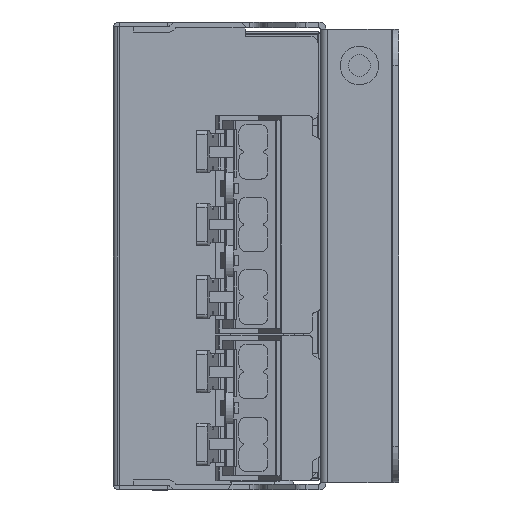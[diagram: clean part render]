
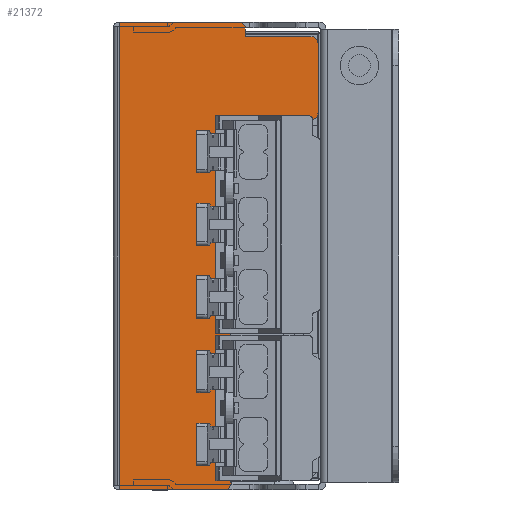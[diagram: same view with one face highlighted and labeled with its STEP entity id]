
A CAD part, left-side view. The second image highlights one B-rep face of the part: STEP entity #21372.
In plain terms, the highlighted planar face has unit normal (-1, 0, 0).
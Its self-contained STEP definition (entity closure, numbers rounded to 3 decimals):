
#21205 = EDGE_CURVE ( 'NONE', #21219, #21221, #44943, .T. ) ;
#21219 = VERTEX_POINT ( 'NONE', #45014 ) ;
#21221 = VERTEX_POINT ( 'NONE', #45032 ) ;
#21277 = EDGE_CURVE ( 'NONE', #21377, #21389, #45108, .T. ) ;
#21278 = VERTEX_POINT ( 'NONE', #45211 ) ;
#21338 = ORIENTED_EDGE ( 'NONE', *, *, #21442, .T. ) ;
#21341 = ORIENTED_EDGE ( 'NONE', *, *, #21368, .T. ) ;
#21343 = ORIENTED_EDGE ( 'NONE', *, *, #21459, .T. ) ;
#21345 = VERTEX_POINT ( 'NONE', #45244 ) ;
#21348 = VERTEX_POINT ( 'NONE', #45331 ) ;
#21350 = ORIENTED_EDGE ( 'NONE', *, *, #21356, .T. ) ;
#21353 = ORIENTED_EDGE ( 'NONE', *, *, #21277, .T. ) ;
#21354 = EDGE_CURVE ( 'NONE', #21278, #21389, #45318, .T. ) ;
#21355 = VERTEX_POINT ( 'NONE', #45332 ) ;
#21356 = EDGE_CURVE ( 'NONE', #21278, #21355, #45334, .T. ) ;
#21358 = VERTEX_POINT ( 'NONE', #45329 ) ;
#21359 = EDGE_CURVE ( 'NONE', #21348, #21355, #45325, .T. ) ;
#21360 = VERTEX_POINT ( 'NONE', #45299 ) ;
#21362 = ORIENTED_EDGE ( 'NONE', *, *, #21359, .F. ) ;
#21364 = EDGE_CURVE ( 'NONE', #21348, #21382, #45297, .T. ) ;
#21368 = EDGE_CURVE ( 'NONE', #21391, #21360, #45286, .T. ) ;
#21371 = ORIENTED_EDGE ( 'NONE', *, *, #21354, .F. ) ;
#21372 = ADVANCED_FACE ( 'NONE', ( #45284 ), #45305, .T. ) ;
#21375 = ORIENTED_EDGE ( 'NONE', *, *, #21388, .F. ) ;
#21377 = VERTEX_POINT ( 'NONE', #45298 ) ;
#21378 = ORIENTED_EDGE ( 'NONE', *, *, #21205, .T. ) ;
#21381 = EDGE_CURVE ( 'NONE', #21221, #21384, #45285, .T. ) ;
#21382 = VERTEX_POINT ( 'NONE', #45385 ) ;
#21384 = VERTEX_POINT ( 'NONE', #45378 ) ;
#21386 = ORIENTED_EDGE ( 'NONE', *, *, #21381, .T. ) ;
#21388 = EDGE_CURVE ( 'NONE', #21377, #21384, #45366, .T. ) ;
#21389 = VERTEX_POINT ( 'NONE', #45352 ) ;
#21391 = VERTEX_POINT ( 'NONE', #45349 ) ;
#21393 = EDGE_LOOP ( 'NONE', ( #21378, #21386, #21375, #21353, #21371, #21350, #21362, #21457, #21462, #21466, #21341, #21343, #21464, #21338, #21447 ) ) ;
#21399 = VERTEX_POINT ( 'NONE', #45342 ) ;
#21440 = EDGE_CURVE ( 'NONE', #21345, #21399, #45499, .T. ) ;
#21442 = EDGE_CURVE ( 'NONE', #21399, #21468, #45493, .T. ) ;
#21445 = EDGE_CURVE ( 'NONE', #21468, #21219, #45483, .T. ) ;
#21447 = ORIENTED_EDGE ( 'NONE', *, *, #21445, .T. ) ;
#21457 = ORIENTED_EDGE ( 'NONE', *, *, #21364, .T. ) ;
#21458 = EDGE_CURVE ( 'NONE', #21382, #21358, #45568, .T. ) ;
#21459 = EDGE_CURVE ( 'NONE', #21360, #21345, #45562, .T. ) ;
#21462 = ORIENTED_EDGE ( 'NONE', *, *, #21458, .T. ) ;
#21463 = EDGE_CURVE ( 'NONE', #21358, #21391, #45554, .T. ) ;
#21464 = ORIENTED_EDGE ( 'NONE', *, *, #21440, .T. ) ;
#21466 = ORIENTED_EDGE ( 'NONE', *, *, #21463, .T. ) ;
#21468 = VERTEX_POINT ( 'NONE', #45545 ) ;
#44936 = DIRECTION ( 'NONE',  ( 0., -1., 0. ) ) ;
#44941 = VECTOR ( 'NONE', #44936, 1000. ) ;
#44942 = CARTESIAN_POINT ( 'NONE',  ( -42.35, -28.2, -32.25 ) ) ;
#44943 = LINE ( 'NONE', #44942, #44941 ) ;
#45014 = CARTESIAN_POINT ( 'NONE',  ( -42.35, -0.8, -32.25 ) ) ;
#45032 = CARTESIAN_POINT ( 'NONE',  ( -42.35, -15.2, -32.25 ) ) ;
#45108 = CIRCLE ( 'NONE', #45129, 1. ) ;
#45129 = AXIS2_PLACEMENT_3D ( 'NONE', #45220, #45206, #45205 ) ;
#45205 = DIRECTION ( 'NONE',  ( 0., -1., 0. ) ) ;
#45206 = DIRECTION ( 'NONE',  ( 1., 0., 0. ) ) ;
#45211 = CARTESIAN_POINT ( 'NONE',  ( -42.35, -27.2, 18.75 ) ) ;
#45220 = CARTESIAN_POINT ( 'NONE',  ( -42.35, -17.2, 17.75 ) ) ;
#45244 = CARTESIAN_POINT ( 'NONE',  ( -42.35, -0.8, 32.25 ) ) ;
#45282 = AXIS2_PLACEMENT_3D ( 'NONE', #45310, #45393, #45390 ) ;
#45284 = FACE_OUTER_BOUND ( 'NONE', #21393, .T. ) ;
#45285 = CIRCLE ( 'NONE', #45362, 1. ) ;
#45286 = CIRCLE ( 'NONE', #45384, 1. ) ;
#45288 = AXIS2_PLACEMENT_3D ( 'NONE', #45374, #45369, #45368 ) ;
#45292 = DIRECTION ( 'NONE',  ( 0., 0., -1. ) ) ;
#45293 = VECTOR ( 'NONE', #45292, 1000. ) ;
#45295 = CARTESIAN_POINT ( 'NONE',  ( -42.35, -28.2, -31.65 ) ) ;
#45297 = CIRCLE ( 'NONE', #45282, 1. ) ;
#45298 = CARTESIAN_POINT ( 'NONE',  ( -42.35, -16.2, 17.75 ) ) ;
#45299 = CARTESIAN_POINT ( 'NONE',  ( -42.35, -17.2, 32.25 ) ) ;
#45301 = DIRECTION ( 'NONE',  ( 0., -1., 0. ) ) ;
#45302 = DIRECTION ( 'NONE',  ( -1., 0., 0. ) ) ;
#45303 = CARTESIAN_POINT ( 'NONE',  ( -42.35, -27.2, 19.75 ) ) ;
#45305 = PLANE ( 'NONE',  #45288 ) ;
#45310 = CARTESIAN_POINT ( 'NONE',  ( -42.35, -27.2, 29.25 ) ) ;
#45313 = DIRECTION ( 'NONE',  ( 0., 1., 0. ) ) ;
#45315 = VECTOR ( 'NONE', #45313, 1000. ) ;
#45316 = CARTESIAN_POINT ( 'NONE',  ( -42.35, -16.2, 18.75 ) ) ;
#45318 = LINE ( 'NONE', #45316, #45315 ) ;
#45319 = AXIS2_PLACEMENT_3D ( 'NONE', #45303, #45302, #45301 ) ;
#45325 = LINE ( 'NONE', #45295, #45293 ) ;
#45329 = CARTESIAN_POINT ( 'NONE',  ( -42.35, -18.2, 30.25 ) ) ;
#45331 = CARTESIAN_POINT ( 'NONE',  ( -42.35, -28.2, 29.25 ) ) ;
#45332 = CARTESIAN_POINT ( 'NONE',  ( -42.35, -28.2, 19.75 ) ) ;
#45334 = CIRCLE ( 'NONE', #45319, 1. ) ;
#45342 = CARTESIAN_POINT ( 'NONE',  ( -42.35, -0.8, 31.65 ) ) ;
#45344 = DIRECTION ( 'NONE',  ( 0., 0., -1. ) ) ;
#45346 = VECTOR ( 'NONE', #45344, 1000. ) ;
#45349 = CARTESIAN_POINT ( 'NONE',  ( -42.35, -18.2, 31.25 ) ) ;
#45352 = CARTESIAN_POINT ( 'NONE',  ( -42.35, -17.2, 18.75 ) ) ;
#45354 = CARTESIAN_POINT ( 'NONE',  ( -42.35, -16.2, -32.25 ) ) ;
#45356 = DIRECTION ( 'NONE',  ( 0., -1., 0. ) ) ;
#45358 = DIRECTION ( 'NONE',  ( -1., 0., 0. ) ) ;
#45360 = CARTESIAN_POINT ( 'NONE',  ( -42.35, -15.2, -31.25 ) ) ;
#45362 = AXIS2_PLACEMENT_3D ( 'NONE', #45360, #45358, #45356 ) ;
#45366 = LINE ( 'NONE', #45354, #45346 ) ;
#45368 = DIRECTION ( 'NONE',  ( 0., -1., 0. ) ) ;
#45369 = DIRECTION ( 'NONE',  ( -1., 0., 0. ) ) ;
#45374 = CARTESIAN_POINT ( 'NONE',  ( -42.35, 0., 0. ) ) ;
#45378 = CARTESIAN_POINT ( 'NONE',  ( -42.35, -16.2, -31.25 ) ) ;
#45380 = DIRECTION ( 'NONE',  ( 0., -1., 0. ) ) ;
#45382 = DIRECTION ( 'NONE',  ( -1., 0., 0. ) ) ;
#45383 = CARTESIAN_POINT ( 'NONE',  ( -42.35, -17.2, 31.25 ) ) ;
#45384 = AXIS2_PLACEMENT_3D ( 'NONE', #45383, #45382, #45380 ) ;
#45385 = CARTESIAN_POINT ( 'NONE',  ( -42.35, -27.2, 30.25 ) ) ;
#45390 = DIRECTION ( 'NONE',  ( 0., -1., 0. ) ) ;
#45393 = DIRECTION ( 'NONE',  ( -1., 0., 0. ) ) ;
#45479 = DIRECTION ( 'NONE',  ( 0., 0., -1. ) ) ;
#45480 = VECTOR ( 'NONE', #45479, 1000. ) ;
#45481 = CARTESIAN_POINT ( 'NONE',  ( -42.35, -0.8, -31.65 ) ) ;
#45483 = LINE ( 'NONE', #45481, #45480 ) ;
#45486 = DIRECTION ( 'NONE',  ( 0., 0., -1. ) ) ;
#45488 = VECTOR ( 'NONE', #45486, 1000. ) ;
#45489 = CARTESIAN_POINT ( 'NONE',  ( -42.35, -0.8, 0. ) ) ;
#45493 = LINE ( 'NONE', #45489, #45488 ) ;
#45495 = DIRECTION ( 'NONE',  ( 0., 0., -1. ) ) ;
#45496 = VECTOR ( 'NONE', #45495, 1000. ) ;
#45497 = CARTESIAN_POINT ( 'NONE',  ( -42.35, -0.8, 31.65 ) ) ;
#45499 = LINE ( 'NONE', #45497, #45496 ) ;
#45545 = CARTESIAN_POINT ( 'NONE',  ( -42.35, -0.8, -31.65 ) ) ;
#45547 = DIRECTION ( 'NONE',  ( 0., 0., 1. ) ) ;
#45549 = VECTOR ( 'NONE', #45547, 1000. ) ;
#45551 = CARTESIAN_POINT ( 'NONE',  ( -42.35, -18.2, 32.25 ) ) ;
#45554 = LINE ( 'NONE', #45551, #45549 ) ;
#45557 = DIRECTION ( 'NONE',  ( 0., 1., 0. ) ) ;
#45558 = VECTOR ( 'NONE', #45557, 1000. ) ;
#45560 = CARTESIAN_POINT ( 'NONE',  ( -42.35, -28.2, 32.25 ) ) ;
#45562 = LINE ( 'NONE', #45560, #45558 ) ;
#45564 = DIRECTION ( 'NONE',  ( 0., 1., 0. ) ) ;
#45565 = VECTOR ( 'NONE', #45564, 1000. ) ;
#45567 = CARTESIAN_POINT ( 'NONE',  ( -42.35, -28.2, 30.25 ) ) ;
#45568 = LINE ( 'NONE', #45567, #45565 ) ;
